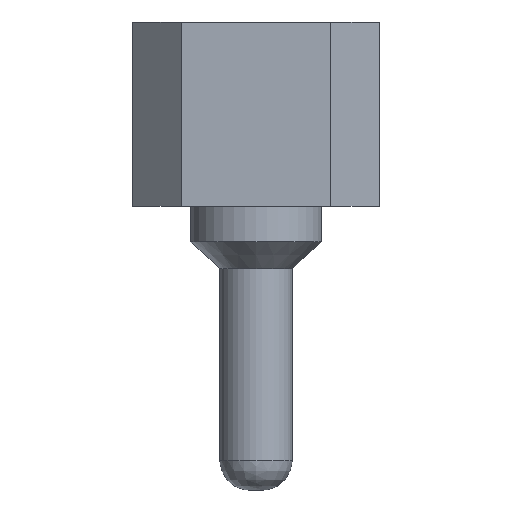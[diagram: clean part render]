
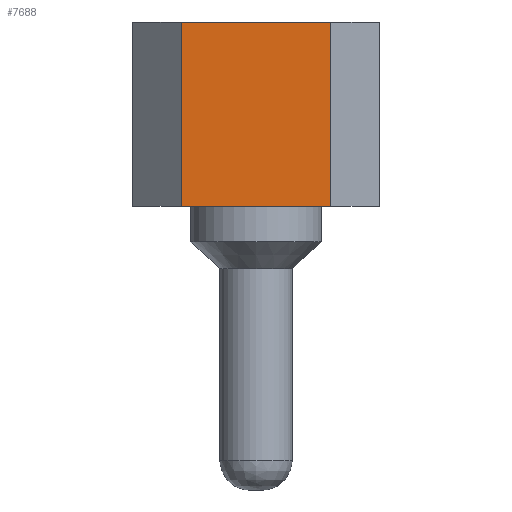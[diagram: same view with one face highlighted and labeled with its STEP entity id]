
A CAD part, left-side view. The second image highlights one B-rep face of the part: STEP entity #7688.
In plain terms, the highlighted face is planar.
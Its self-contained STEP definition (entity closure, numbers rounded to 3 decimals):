
#7101 = PLANE('',#7102);
#7102 = AXIS2_PLACEMENT_3D('',#7103,#7104,#7105);
#7103 = CARTESIAN_POINT('',(3.81,1.27,1.8));
#7104 = DIRECTION('',(0.,0.,1.));
#7105 = DIRECTION('',(1.,0.,0.));
#7157 = PLANE('',#7158);
#7158 = AXIS2_PLACEMENT_3D('',#7159,#7160,#7161);
#7159 = CARTESIAN_POINT('',(3.81,1.27,3.7));
#7160 = DIRECTION('',(0.,0.,1.));
#7161 = DIRECTION('',(1.,0.,0.));
#7183 = PLANE('',#7184);
#7184 = AXIS2_PLACEMENT_3D('',#7185,#7186,#7187);
#7185 = CARTESIAN_POINT('',(6.1,1.02,1.8));
#7186 = DIRECTION('',(0.707,0.707,0.));
#7187 = DIRECTION('',(0.,0.,1.));
#7307 = VERTEX_POINT('',#7308);
#7308 = CARTESIAN_POINT('',(6.35,-0.77,1.8));
#7322 = PLANE('',#7323);
#7323 = AXIS2_PLACEMENT_3D('',#7324,#7325,#7326);
#7324 = CARTESIAN_POINT('',(6.1,-1.02,1.8));
#7325 = DIRECTION('',(0.707,-0.707,0.));
#7326 = DIRECTION('',(0.,0.,1.));
#7334 = EDGE_CURVE('',#7335,#7307,#7337,.T.);
#7335 = VERTEX_POINT('',#7336);
#7336 = CARTESIAN_POINT('',(6.35,0.77,1.8));
#7337 = SURFACE_CURVE('',#7338,(#7342,#7349),.PCURVE_S1.);
#7338 = LINE('',#7339,#7340);
#7339 = CARTESIAN_POINT('',(6.35,1.27,1.8));
#7340 = VECTOR('',#7341,1.);
#7341 = DIRECTION('',(0.,-1.,0.));
#7342 = PCURVE('',#7101,#7343);
#7343 = DEFINITIONAL_REPRESENTATION('',(#7344),#7348);
#7344 = LINE('',#7345,#7346);
#7345 = CARTESIAN_POINT('',(2.54,0.));
#7346 = VECTOR('',#7347,1.);
#7347 = DIRECTION('',(0.,-1.));
#7348 = ( GEOMETRIC_REPRESENTATION_CONTEXT(2) 
PARAMETRIC_REPRESENTATION_CONTEXT() REPRESENTATION_CONTEXT('2D SPACE',''
  ) );
#7349 = PCURVE('',#7350,#7355);
#7350 = PLANE('',#7351);
#7351 = AXIS2_PLACEMENT_3D('',#7352,#7353,#7354);
#7352 = CARTESIAN_POINT('',(6.35,1.27,1.8));
#7353 = DIRECTION('',(1.,0.,0.));
#7354 = DIRECTION('',(0.,-1.,0.));
#7355 = DEFINITIONAL_REPRESENTATION('',(#7356),#7360);
#7356 = LINE('',#7357,#7358);
#7357 = CARTESIAN_POINT('',(0.,0.));
#7358 = VECTOR('',#7359,1.);
#7359 = DIRECTION('',(1.,0.));
#7360 = ( GEOMETRIC_REPRESENTATION_CONTEXT(2) 
PARAMETRIC_REPRESENTATION_CONTEXT() REPRESENTATION_CONTEXT('2D SPACE',''
  ) );
#7469 = VERTEX_POINT('',#7470);
#7470 = CARTESIAN_POINT('',(6.35,0.77,3.7));
#7491 = EDGE_CURVE('',#7335,#7469,#7492,.T.);
#7492 = SURFACE_CURVE('',#7493,(#7497,#7504),.PCURVE_S1.);
#7493 = LINE('',#7494,#7495);
#7494 = CARTESIAN_POINT('',(6.35,0.77,1.8));
#7495 = VECTOR('',#7496,1.);
#7496 = DIRECTION('',(0.,0.,1.));
#7497 = PCURVE('',#7183,#7498);
#7498 = DEFINITIONAL_REPRESENTATION('',(#7499),#7503);
#7499 = LINE('',#7500,#7501);
#7500 = CARTESIAN_POINT('',(0.,0.354));
#7501 = VECTOR('',#7502,1.);
#7502 = DIRECTION('',(1.,0.));
#7503 = ( GEOMETRIC_REPRESENTATION_CONTEXT(2) 
PARAMETRIC_REPRESENTATION_CONTEXT() REPRESENTATION_CONTEXT('2D SPACE',''
  ) );
#7504 = PCURVE('',#7350,#7505);
#7505 = DEFINITIONAL_REPRESENTATION('',(#7506),#7510);
#7506 = LINE('',#7507,#7508);
#7507 = CARTESIAN_POINT('',(0.5,0.));
#7508 = VECTOR('',#7509,1.);
#7509 = DIRECTION('',(0.,-1.));
#7510 = ( GEOMETRIC_REPRESENTATION_CONTEXT(2) 
PARAMETRIC_REPRESENTATION_CONTEXT() REPRESENTATION_CONTEXT('2D SPACE',''
  ) );
#7587 = VERTEX_POINT('',#7588);
#7588 = CARTESIAN_POINT('',(6.35,-0.77,3.7));
#7609 = EDGE_CURVE('',#7469,#7587,#7610,.T.);
#7610 = SURFACE_CURVE('',#7611,(#7615,#7622),.PCURVE_S1.);
#7611 = LINE('',#7612,#7613);
#7612 = CARTESIAN_POINT('',(6.35,1.27,3.7));
#7613 = VECTOR('',#7614,1.);
#7614 = DIRECTION('',(0.,-1.,0.));
#7615 = PCURVE('',#7157,#7616);
#7616 = DEFINITIONAL_REPRESENTATION('',(#7617),#7621);
#7617 = LINE('',#7618,#7619);
#7618 = CARTESIAN_POINT('',(2.54,0.));
#7619 = VECTOR('',#7620,1.);
#7620 = DIRECTION('',(0.,-1.));
#7621 = ( GEOMETRIC_REPRESENTATION_CONTEXT(2) 
PARAMETRIC_REPRESENTATION_CONTEXT() REPRESENTATION_CONTEXT('2D SPACE',''
  ) );
#7622 = PCURVE('',#7350,#7623);
#7623 = DEFINITIONAL_REPRESENTATION('',(#7624),#7628);
#7624 = LINE('',#7625,#7626);
#7625 = CARTESIAN_POINT('',(0.,-1.9));
#7626 = VECTOR('',#7627,1.);
#7627 = DIRECTION('',(1.,0.));
#7628 = ( GEOMETRIC_REPRESENTATION_CONTEXT(2) 
PARAMETRIC_REPRESENTATION_CONTEXT() REPRESENTATION_CONTEXT('2D SPACE',''
  ) );
#7688 = ADVANCED_FACE('',(#7689),#7350,.T.);
#7689 = FACE_BOUND('',#7690,.T.);
#7690 = EDGE_LOOP('',(#7691,#7692,#7693,#7694));
#7691 = ORIENTED_EDGE('',*,*,#7334,.F.);
#7692 = ORIENTED_EDGE('',*,*,#7491,.T.);
#7693 = ORIENTED_EDGE('',*,*,#7609,.T.);
#7694 = ORIENTED_EDGE('',*,*,#7695,.F.);
#7695 = EDGE_CURVE('',#7307,#7587,#7696,.T.);
#7696 = SURFACE_CURVE('',#7697,(#7701,#7708),.PCURVE_S1.);
#7697 = LINE('',#7698,#7699);
#7698 = CARTESIAN_POINT('',(6.35,-0.77,1.8));
#7699 = VECTOR('',#7700,1.);
#7700 = DIRECTION('',(0.,0.,1.));
#7701 = PCURVE('',#7350,#7702);
#7702 = DEFINITIONAL_REPRESENTATION('',(#7703),#7707);
#7703 = LINE('',#7704,#7705);
#7704 = CARTESIAN_POINT('',(2.04,0.));
#7705 = VECTOR('',#7706,1.);
#7706 = DIRECTION('',(0.,-1.));
#7707 = ( GEOMETRIC_REPRESENTATION_CONTEXT(2) 
PARAMETRIC_REPRESENTATION_CONTEXT() REPRESENTATION_CONTEXT('2D SPACE',''
  ) );
#7708 = PCURVE('',#7322,#7709);
#7709 = DEFINITIONAL_REPRESENTATION('',(#7710),#7714);
#7710 = LINE('',#7711,#7712);
#7711 = CARTESIAN_POINT('',(0.,-0.354));
#7712 = VECTOR('',#7713,1.);
#7713 = DIRECTION('',(1.,0.));
#7714 = ( GEOMETRIC_REPRESENTATION_CONTEXT(2) 
PARAMETRIC_REPRESENTATION_CONTEXT() REPRESENTATION_CONTEXT('2D SPACE',''
  ) );
